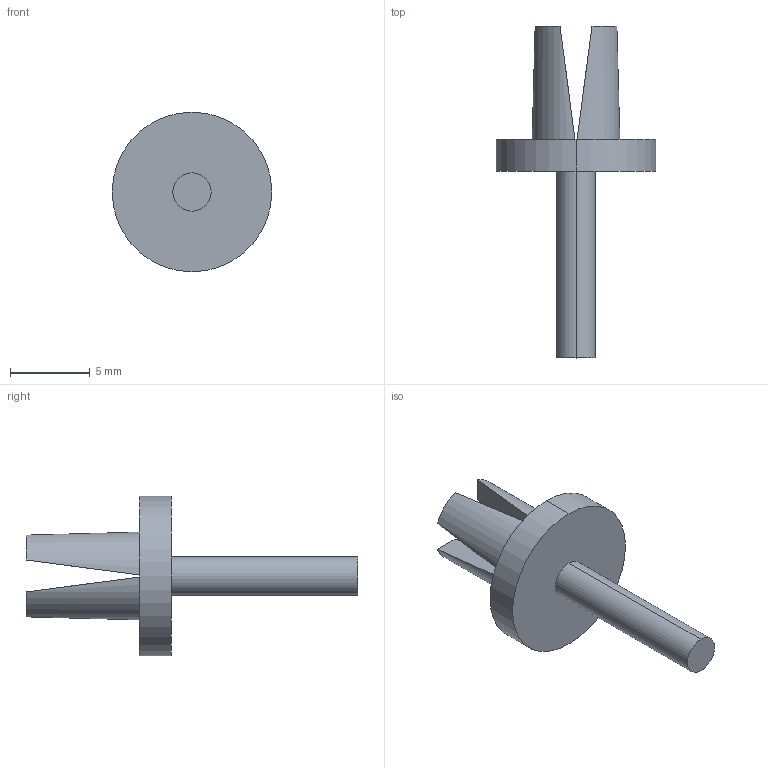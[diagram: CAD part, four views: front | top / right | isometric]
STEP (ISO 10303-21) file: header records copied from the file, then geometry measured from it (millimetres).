
FILE_DESCRIPTION (( 'STEP AP214' ), '1' );
FILE_NAME ('6178520.stp', '2019-09-24T08:29:26', ( '' ), ( '' ), 'SwSTEP 2.0', 'SolidWorks 2018', '' );
FILE_SCHEMA (( 'AUTOMOTIVE_DESIGN' ));
Length unit declared in the file: millimetre
Products named in the file (1): 6178520
Bounding box: 10 x 20.8 x 10 mm (x, y, z)
Volume: 293.9 mm3; surface area: 525.9 mm2
Topology: 2 solids, 2 shells, 26 faces, 66 edges, 44 vertices
Faces by surface type: plane 16, cylinder 10
Entity records: 1127 total; most frequent: CARTESIAN_POINT 185, ORIENTED_EDGE 132, DIRECTION 128, EDGE_CURVE 66, AXIS2_PLACEMENT_3D 51, VERTEX_POINT 44, UNCERTAINTY_MEASURE_WITH_UNIT 30, SURFACE_STYLE_USAGE 29
